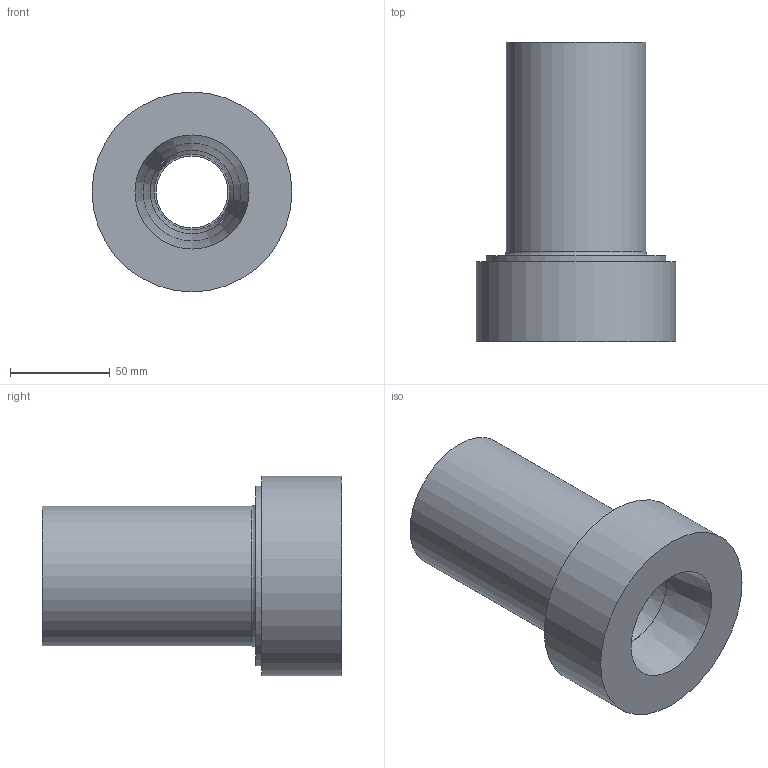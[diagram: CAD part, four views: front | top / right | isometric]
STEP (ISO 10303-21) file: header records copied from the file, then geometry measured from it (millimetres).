
FILE_DESCRIPTION( ( 'Unknown' ), '1' );
FILE_NAME( 'ISO45.STP', 'Unknown', ( 'Unknown' ), ( 'Unknown' ), 'XStep 1.0', 'Unknown', ' ' );
FILE_SCHEMA( ( 'automotive_design' ) );
Length unit declared in the file: millimetre
Products named in the file (1): 1
Bounding box: 100 x 150 x 100 mm (x, y, z)
Volume: 530837.5 mm3; surface area: 69574 mm2
Topology: 1 solids, 1 shells, 18 faces, 32 edges, 19 vertices
Faces by surface type: cone 6, cylinder 6, plane 5, torus 1
Full cylindrical faces by diameter (mm): 36 x1, 38 x1, 45 x1, 70 x1, 90 x1, 100 x1
Entity records: 384 total; most frequent: DIRECTION 74, CARTESIAN_POINT 55, AXIS2_PLACEMENT_3D 37, EDGE_LOOP 36, ORIENTED_EDGE 36, FACE_OUTER_BOUND 25, ADVANCED_FACE 18, EDGE_CURVE 18
